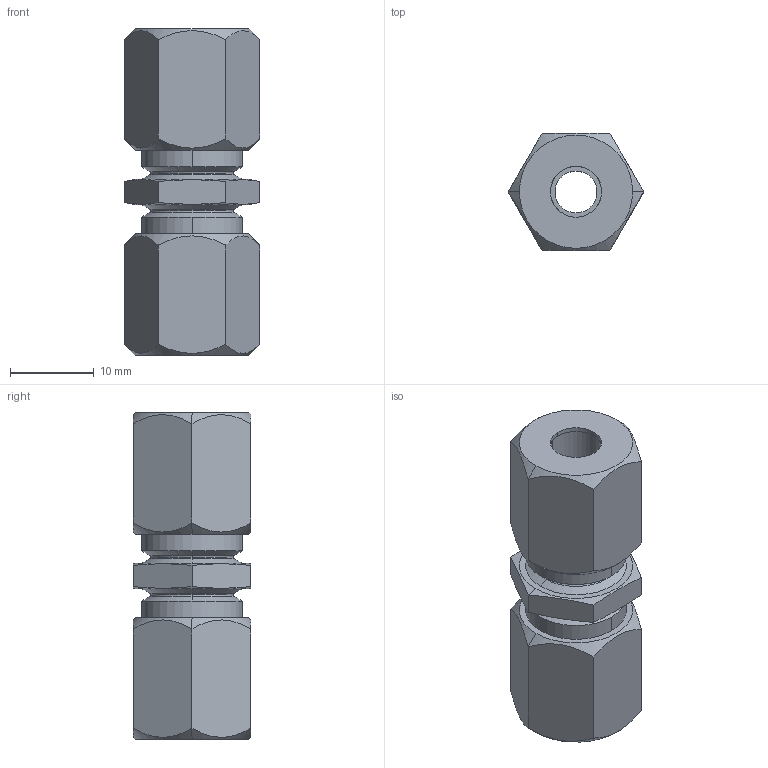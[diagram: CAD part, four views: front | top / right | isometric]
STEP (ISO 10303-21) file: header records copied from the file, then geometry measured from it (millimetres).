
FILE_DESCRIPTION (( 'STEP AP203' ), '1' );
FILE_NAME ('11-1321-02_outokumpu.step', '2015-08-10T08:21:14', ( '' ), ( '' ), 'SwSTEP 2.0', 'SolidWorks 2008', '' );
FILE_SCHEMA (( 'CONFIG_CONTROL_DESIGN' ));
Length unit declared in the file: millimetre
Products named in the file (4): 11-1321-02_outokumpu; bite-ring-13-111-002_outokumpu_bite-ring-13-111-002_outokumpu; nut-13-222-002_outokumpu_nut-13-222-002_outokumpu; nipple-13-666-010_outokumpu_nipple-13-666-010_outokumpu
Assembly tree (5 placements, depth 2):
  11-1321-02_outokumpu
    bite-ring-13-111-002_outokumpu_bite-ring-13-111-002_outokumpu  x2
    nipple-13-666-010_outokumpu_nipple-13-666-010_outokumpu
    nut-13-222-002_outokumpu_nut-13-222-002_outokumpu  x2
Bounding box: 16.17 x 14 x 39 mm (x, y, z)
Volume: 4273.4 mm3; surface area: 5173.7 mm2
Topology: 5 solids, 5 shells, 110 faces, 240 edges, 144 vertices
Faces by surface type: cone 40, plane 32, cylinder 30, torus 8
Entity records: 2840 total; most frequent: CARTESIAN_POINT 570, DIRECTION 418, ORIENTED_EDGE 352, AXIS2_PLACEMENT_3D 178, EDGE_CURVE 176, VERTEX_POINT 106, EDGE_LOOP 90, CIRCLE 90
